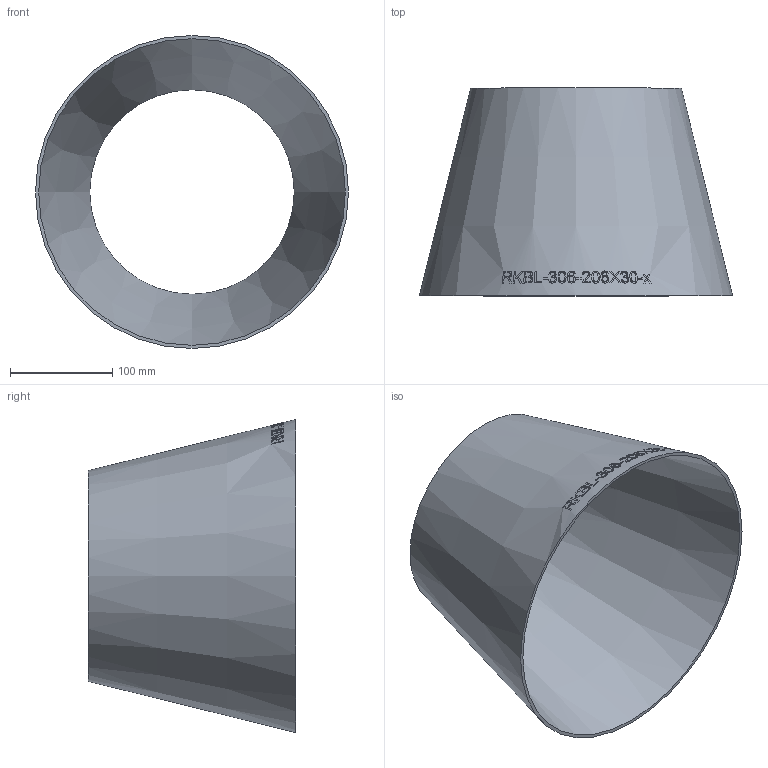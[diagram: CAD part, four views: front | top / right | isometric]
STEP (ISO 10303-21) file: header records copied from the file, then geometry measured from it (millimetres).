
FILE_DESCRIPTION (( 'STEP AP214' ), '1' );
FILE_NAME ('RKBL-306-206X30-x Reduzierung aus Blech 2006.STEP', '2020-06-17T08:53:12', ( '' ), ( '' ), 'SwSTEP 2.0', 'SolidWorks 2019', '' );
FILE_SCHEMA (( 'AUTOMOTIVE_DESIGN' ));
Length unit declared in the file: millimetre
Products named in the file (1): RKBL-306-206X30-x Reduzierung aus Blech 2006
Bounding box: 306 x 203 x 306 mm (x, y, z)
Volume: 497507.3 mm3; surface area: 337146.6 mm2
Topology: 1 solids, 1 shells, 237 faces, 630 edges, 420 vertices
Faces by surface type: bspline 208, cone 27, plane 2
Entity records: 44833 total; most frequent: CARTESIAN_POINT 38280, ORIENTED_EDGE 1256, EDGE_CURVE 628, B_SPLINE_CURVE_WITH_KNOTS 624, VERTEX_POINT 420, EDGE_LOOP 266, ADVANCED_FACE 237, FACE_OUTER_BOUND 237
